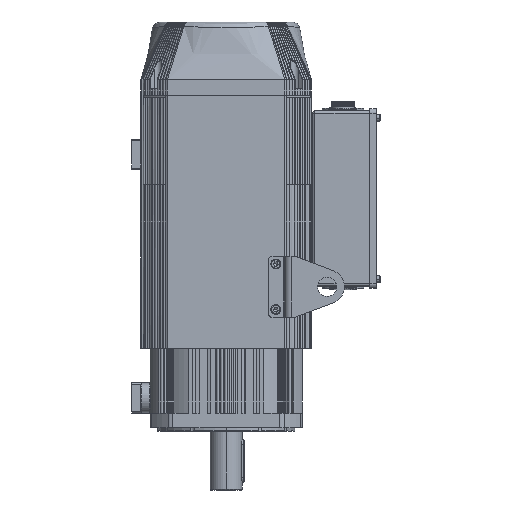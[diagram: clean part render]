
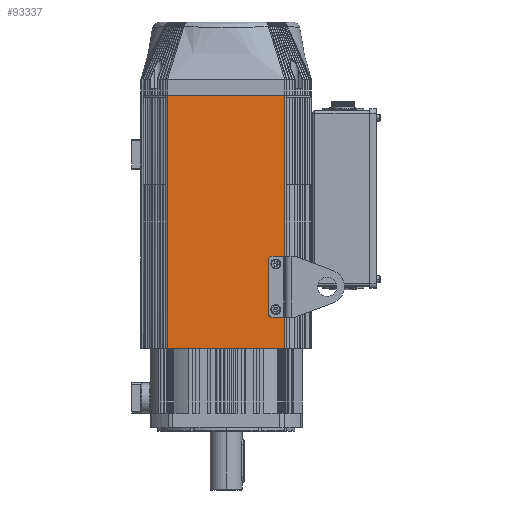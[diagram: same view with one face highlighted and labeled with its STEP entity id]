
A CAD part, left-side view. The second image highlights one B-rep face of the part: STEP entity #93337.
In plain terms, the highlighted planar face has unit normal (-1, 0, 0).
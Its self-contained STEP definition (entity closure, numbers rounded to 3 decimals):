
#1238 = VERTEX_POINT ( 'NONE', #140290 ) ;
#2521 = ORIENTED_EDGE ( 'NONE', *, *, #151327, .T. ) ;
#4047 = DIRECTION ( 'NONE',  ( 0., 1., 0. ) ) ;
#6429 = DIRECTION ( 'NONE',  ( 0., 0., -1. ) ) ;
#11759 = EDGE_CURVE ( 'NONE', #69052, #54198, #13163, .T. ) ;
#13163 = LINE ( 'NONE', #115082, #121099 ) ;
#14601 = VECTOR ( 'NONE', #20004, 1000. ) ;
#15016 = EDGE_CURVE ( 'NONE', #49625, #69052, #18681, .T. ) ;
#15856 = CARTESIAN_POINT ( 'NONE',  ( -112., 77.149, -194.5 ) ) ;
#18681 = LINE ( 'NONE', #21935, #148281 ) ;
#19503 = EDGE_LOOP ( 'NONE', ( #84894, #76206, #118244, #118340 ) ) ;
#20004 = DIRECTION ( 'NONE',  ( 0., 0., -1. ) ) ;
#21888 = CARTESIAN_POINT ( 'NONE',  ( -112., -55.25, -148.5 ) ) ;
#21935 = CARTESIAN_POINT ( 'NONE',  ( -112., -69.2, -194.5 ) ) ;
#30670 = AXIS2_PLACEMENT_3D ( 'NONE', #96078, #146197, #131433 ) ;
#32954 = DIRECTION ( 'NONE',  ( -1., 0., 0. ) ) ;
#37870 = EDGE_CURVE ( 'NONE', #139292, #47209, #137707, .T. ) ;
#40095 = LINE ( 'NONE', #154252, #156741 ) ;
#40980 = EDGE_CURVE ( 'NONE', #44100, #131341, #101574, .T. ) ;
#42389 = ORIENTED_EDGE ( 'NONE', *, *, #37870, .F. ) ;
#44100 = VERTEX_POINT ( 'NONE', #21888 ) ;
#46705 = DIRECTION ( 'NONE',  ( 0., 0., -1. ) ) ;
#47209 = VERTEX_POINT ( 'NONE', #106670 ) ;
#49201 = DIRECTION ( 'NONE',  ( 0., -1., 0. ) ) ;
#49505 = ORIENTED_EDGE ( 'NONE', *, *, #138635, .F. ) ;
#49625 = VERTEX_POINT ( 'NONE', #55006 ) ;
#54198 = VERTEX_POINT ( 'NONE', #77868 ) ;
#55006 = CARTESIAN_POINT ( 'NONE',  ( -112., -77.149, -194.5 ) ) ;
#58185 = FACE_OUTER_BOUND ( 'NONE', #19503, .T. ) ;
#64294 = AXIS2_PLACEMENT_3D ( 'NONE', #82306, #32954, #145556 ) ;
#67858 = VECTOR ( 'NONE', #131204, 1000. ) ;
#69052 = VERTEX_POINT ( 'NONE', #15856 ) ;
#72664 = EDGE_CURVE ( 'NONE', #131341, #151500, #73850, .T. ) ;
#73850 = LINE ( 'NONE', #123983, #153855 ) ;
#76206 = ORIENTED_EDGE ( 'NONE', *, *, #147095, .T. ) ;
#77868 = CARTESIAN_POINT ( 'NONE',  ( -112., 77.149, 138.4 ) ) ;
#82093 = CARTESIAN_POINT ( 'NONE',  ( -112., -74.516, -73.5 ) ) ;
#82306 = CARTESIAN_POINT ( 'NONE',  ( -112., -60.25, -78.5 ) ) ;
#83679 = DIRECTION ( 'NONE',  ( 1., 0., 0. ) ) ;
#83900 = CARTESIAN_POINT ( 'NONE',  ( -112., -60.25, -153.5 ) ) ;
#84894 = ORIENTED_EDGE ( 'NONE', *, *, #92002, .T. ) ;
#86086 = ORIENTED_EDGE ( 'NONE', *, *, #132891, .F. ) ;
#90214 = DIRECTION ( 'NONE',  ( 0., 0., 1. ) ) ;
#91814 = LINE ( 'NONE', #141910, #67858 ) ;
#92002 = EDGE_CURVE ( 'NONE', #49625, #147523, #40095, .T. ) ;
#92774 = LINE ( 'NONE', #119053, #139186 ) ;
#93337 = ADVANCED_FACE ( 'NONE', ( #95986, #58185 ), #159253, .F. ) ;
#94422 = LINE ( 'NONE', #82093, #118974 ) ;
#94850 = LINE ( 'NONE', #142537, #14601 ) ;
#95986 = FACE_BOUND ( 'NONE', #118498, .T. ) ;
#96078 = CARTESIAN_POINT ( 'NONE',  ( -112., -60.25, -148.5 ) ) ;
#100871 = CARTESIAN_POINT ( 'NONE',  ( -112., -75.25, -153.5 ) ) ;
#101574 = CIRCLE ( 'NONE', #30670, 5. ) ;
#106670 = CARTESIAN_POINT ( 'NONE',  ( -112., -55.25, -78.5 ) ) ;
#108436 = CARTESIAN_POINT ( 'NONE',  ( -112., -77.149, 138.4 ) ) ;
#113478 = DIRECTION ( 'NONE',  ( 0., 0., 1. ) ) ;
#114899 = CARTESIAN_POINT ( 'NONE',  ( -112., -60.25, -73.5 ) ) ;
#115082 = CARTESIAN_POINT ( 'NONE',  ( -112., 77.149, -281.5 ) ) ;
#118244 = ORIENTED_EDGE ( 'NONE', *, *, #11759, .F. ) ;
#118340 = ORIENTED_EDGE ( 'NONE', *, *, #15016, .F. ) ;
#118498 = EDGE_LOOP ( 'NONE', ( #2521, #119037, #121247, #49505, #42389, #86086 ) ) ;
#118974 = VECTOR ( 'NONE', #4047, 1000. ) ;
#119037 = ORIENTED_EDGE ( 'NONE', *, *, #72664, .F. ) ;
#119053 = CARTESIAN_POINT ( 'NONE',  ( -112., -75.25, -148.5 ) ) ;
#120274 = AXIS2_PLACEMENT_3D ( 'NONE', #134591, #83679, #46705 ) ;
#120623 = DIRECTION ( 'NONE',  ( 0., 1., 0. ) ) ;
#121099 = VECTOR ( 'NONE', #113478, 1000. ) ;
#121247 = ORIENTED_EDGE ( 'NONE', *, *, #40980, .F. ) ;
#123983 = CARTESIAN_POINT ( 'NONE',  ( -112., -60.25, -153.5 ) ) ;
#131204 = DIRECTION ( 'NONE',  ( 0., 1., 0. ) ) ;
#131341 = VERTEX_POINT ( 'NONE', #83900 ) ;
#131433 = DIRECTION ( 'NONE',  ( 0., 0., -1. ) ) ;
#132891 = EDGE_CURVE ( 'NONE', #1238, #139292, #94422, .T. ) ;
#134591 = CARTESIAN_POINT ( 'NONE',  ( -112., 77.149, -281.5 ) ) ;
#137707 = CIRCLE ( 'NONE', #64294, 5. ) ;
#138635 = EDGE_CURVE ( 'NONE', #47209, #44100, #94850, .T. ) ;
#139186 = VECTOR ( 'NONE', #6429, 1000. ) ;
#139292 = VERTEX_POINT ( 'NONE', #114899 ) ;
#140290 = CARTESIAN_POINT ( 'NONE',  ( -112., -75.25, -73.5 ) ) ;
#141910 = CARTESIAN_POINT ( 'NONE',  ( -112., -77.149, 138.4 ) ) ;
#142537 = CARTESIAN_POINT ( 'NONE',  ( -112., -55.25, -78.5 ) ) ;
#145556 = DIRECTION ( 'NONE',  ( 0., 0., -1. ) ) ;
#146197 = DIRECTION ( 'NONE',  ( -1., 0., 0. ) ) ;
#147095 = EDGE_CURVE ( 'NONE', #147523, #54198, #91814, .T. ) ;
#147523 = VERTEX_POINT ( 'NONE', #108436 ) ;
#148281 = VECTOR ( 'NONE', #120623, 1000. ) ;
#151327 = EDGE_CURVE ( 'NONE', #1238, #151500, #92774, .T. ) ;
#151500 = VERTEX_POINT ( 'NONE', #100871 ) ;
#153855 = VECTOR ( 'NONE', #49201, 1000. ) ;
#154252 = CARTESIAN_POINT ( 'NONE',  ( -112., -77.149, -281.5 ) ) ;
#156741 = VECTOR ( 'NONE', #90214, 1000. ) ;
#159253 = PLANE ( 'NONE',  #120274 ) ;
